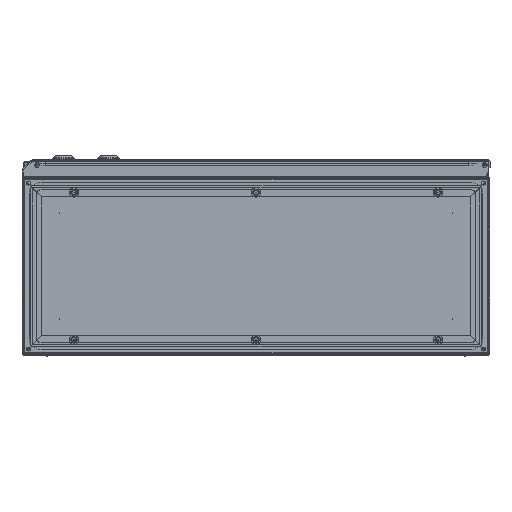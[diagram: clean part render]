
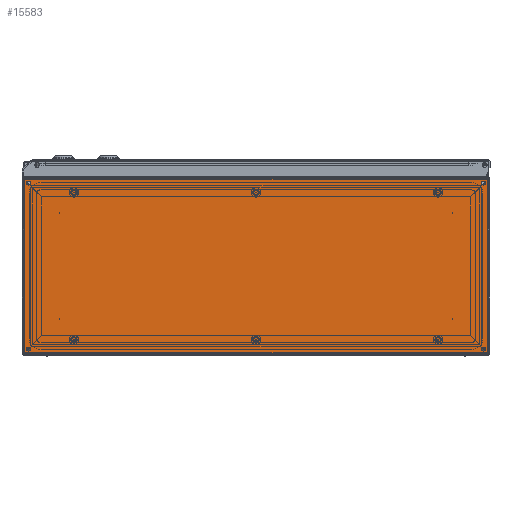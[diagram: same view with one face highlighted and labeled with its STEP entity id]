
A CAD part, front view. The second image highlights one B-rep face of the part: STEP entity #15583.
In plain terms, the highlighted face is planar.
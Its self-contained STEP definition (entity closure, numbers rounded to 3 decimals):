
#168 = CARTESIAN_POINT ( 'NONE',  ( 644.823, 242.6, 0. ) ) ;
#382 = CARTESIAN_POINT ( 'NONE',  ( 7., 7., 0. ) ) ;
#666 = DIRECTION ( 'NONE',  ( -1., 0., 0. ) ) ;
#723 = DIRECTION ( 'NONE',  ( 0., 0., 1. ) ) ;
#1317 = ORIENTED_EDGE ( 'NONE', *, *, #33076, .F. ) ;
#1333 = VERTEX_POINT ( 'NONE', #13381 ) ;
#2068 = DIRECTION ( 'NONE',  ( 0., 0., 1. ) ) ;
#2504 = CIRCLE ( 'NONE', #15032, 2.75 ) ;
#3038 = VECTOR ( 'NONE', #38534, 1000. ) ;
#3163 = CIRCLE ( 'NONE', #5654, 2.75 ) ;
#3210 = DIRECTION ( 'NONE',  ( 0., 0., 1. ) ) ;
#3379 = VERTEX_POINT ( 'NONE', #35555 ) ;
#3531 = DIRECTION ( 'NONE',  ( 0., 0., 1. ) ) ;
#3562 = EDGE_CURVE ( 'NONE', #10325, #35103, #12967, .T. ) ;
#3909 = ORIENTED_EDGE ( 'NONE', *, *, #23371, .T. ) ;
#4271 = FACE_BOUND ( 'NONE', #20392, .T. ) ;
#4608 = VERTEX_POINT ( 'NONE', #22972 ) ;
#5330 = CIRCLE ( 'NONE', #11573, 2.75 ) ;
#5654 = AXIS2_PLACEMENT_3D ( 'NONE', #18106, #35943, #9266 ) ;
#5860 = LINE ( 'NONE', #168, #35635 ) ;
#6064 = DIRECTION ( 'NONE',  ( 1., 0., 0. ) ) ;
#6750 = EDGE_LOOP ( 'NONE', ( #13733, #37689 ) ) ;
#7209 = DIRECTION ( 'NONE',  ( 0., -1., 0. ) ) ;
#7286 = AXIS2_PLACEMENT_3D ( 'NONE', #27408, #12541, #24468 ) ;
#7306 = VECTOR ( 'NONE', #25096, 1000. ) ;
#8179 = EDGE_CURVE ( 'NONE', #19757, #35132, #2504, .T. ) ;
#8332 = EDGE_CURVE ( 'NONE', #1333, #10005, #34082, .T. ) ;
#8851 = DIRECTION ( 'NONE',  ( 1., 0., 0. ) ) ;
#8868 = EDGE_CURVE ( 'NONE', #21085, #34860, #18858, .T. ) ;
#9266 = DIRECTION ( 'NONE',  ( 1., 0., 0. ) ) ;
#10005 = VERTEX_POINT ( 'NONE', #34642 ) ;
#10325 = VERTEX_POINT ( 'NONE', #33999 ) ;
#11573 = AXIS2_PLACEMENT_3D ( 'NONE', #21617, #3210, #666 ) ;
#11810 = EDGE_CURVE ( 'NONE', #34860, #21085, #37515, .T. ) ;
#12045 = EDGE_CURVE ( 'NONE', #10005, #10325, #20705, .T. ) ;
#12130 = DIRECTION ( 'NONE',  ( -1., 0., 0. ) ) ;
#12352 = VERTEX_POINT ( 'NONE', #22621 ) ;
#12541 = DIRECTION ( 'NONE',  ( 0., 0., -1. ) ) ;
#12836 = ORIENTED_EDGE ( 'NONE', *, *, #8179, .F. ) ;
#12967 = LINE ( 'NONE', #24907, #7306 ) ;
#13381 = CARTESIAN_POINT ( 'NONE',  ( 2., 242.6, 0. ) ) ;
#13733 = ORIENTED_EDGE ( 'NONE', *, *, #11810, .F. ) ;
#13796 = CIRCLE ( 'NONE', #20689, 2.75 ) ;
#13802 = EDGE_CURVE ( 'NONE', #3379, #20680, #37930, .T. ) ;
#14722 = EDGE_CURVE ( 'NONE', #20680, #3379, #5330, .T. ) ;
#14938 = AXIS2_PLACEMENT_3D ( 'NONE', #382, #21360, #15676 ) ;
#15027 = ORIENTED_EDGE ( 'NONE', *, *, #12045, .T. ) ;
#15032 = AXIS2_PLACEMENT_3D ( 'NONE', #21710, #36833, #6064 ) ;
#15461 = PLANE ( 'NONE',  #7286 ) ;
#15583 = ADVANCED_FACE ( 'NONE', ( #31124, #34287, #4271, #18405, #30344 ), #15461, .F. ) ;
#15676 = DIRECTION ( 'NONE',  ( -1., 0., 0. ) ) ;
#18020 = CARTESIAN_POINT ( 'NONE',  ( 644., 242.6, 0. ) ) ;
#18106 = CARTESIAN_POINT ( 'NONE',  ( 7., 237.6, 0. ) ) ;
#18205 = VECTOR ( 'NONE', #7209, 1000. ) ;
#18261 = CARTESIAN_POINT ( 'NONE',  ( 7., 237.6, 0. ) ) ;
#18351 = CARTESIAN_POINT ( 'NONE',  ( 4.25, 7., 0. ) ) ;
#18405 = FACE_BOUND ( 'NONE', #37351, .T. ) ;
#18698 = ORIENTED_EDGE ( 'NONE', *, *, #14722, .F. ) ;
#18858 = CIRCLE ( 'NONE', #37639, 2.75 ) ;
#19590 = CARTESIAN_POINT ( 'NONE',  ( 2., 243.423, 0. ) ) ;
#19757 = VERTEX_POINT ( 'NONE', #38169 ) ;
#20392 = EDGE_LOOP ( 'NONE', ( #12836, #33585 ) ) ;
#20680 = VERTEX_POINT ( 'NONE', #33290 ) ;
#20689 = AXIS2_PLACEMENT_3D ( 'NONE', #18261, #3531, #8851 ) ;
#20705 = LINE ( 'NONE', #30080, #3038 ) ;
#21085 = VERTEX_POINT ( 'NONE', #18351 ) ;
#21360 = DIRECTION ( 'NONE',  ( 0., 0., 1. ) ) ;
#21617 = CARTESIAN_POINT ( 'NONE',  ( 639., 237.6, 0. ) ) ;
#21710 = CARTESIAN_POINT ( 'NONE',  ( 639., 7., 0. ) ) ;
#22621 = CARTESIAN_POINT ( 'NONE',  ( 4.25, 237.6, 0. ) ) ;
#22909 = AXIS2_PLACEMENT_3D ( 'NONE', #30125, #723, #36798 ) ;
#22972 = CARTESIAN_POINT ( 'NONE',  ( 9.75, 237.6, 0. ) ) ;
#23008 = EDGE_CURVE ( 'NONE', #12352, #4608, #13796, .T. ) ;
#23371 = EDGE_CURVE ( 'NONE', #35103, #1333, #5860, .T. ) ;
#24124 = AXIS2_PLACEMENT_3D ( 'NONE', #27824, #27635, #36668 ) ;
#24468 = DIRECTION ( 'NONE',  ( -1., 0., 0. ) ) ;
#24826 = CARTESIAN_POINT ( 'NONE',  ( 636.25, 7., 0. ) ) ;
#24907 = CARTESIAN_POINT ( 'NONE',  ( 644., 1.177, 0. ) ) ;
#24963 = EDGE_LOOP ( 'NONE', ( #29787, #15027, #34437, #3909 ) ) ;
#25096 = DIRECTION ( 'NONE',  ( 0., 1., 0. ) ) ;
#26775 = ORIENTED_EDGE ( 'NONE', *, *, #13802, .F. ) ;
#26883 = CARTESIAN_POINT ( 'NONE',  ( 7., 7., 0. ) ) ;
#27408 = CARTESIAN_POINT ( 'NONE',  ( 0., 0., 0. ) ) ;
#27635 = DIRECTION ( 'NONE',  ( 0., 0., 1. ) ) ;
#27824 = CARTESIAN_POINT ( 'NONE',  ( 639., 237.6, 0. ) ) ;
#28529 = EDGE_CURVE ( 'NONE', #35132, #19757, #31047, .T. ) ;
#28998 = CARTESIAN_POINT ( 'NONE',  ( 9.75, 7., 0. ) ) ;
#29787 = ORIENTED_EDGE ( 'NONE', *, *, #8332, .T. ) ;
#30080 = CARTESIAN_POINT ( 'NONE',  ( 1.177, 2., 0. ) ) ;
#30125 = CARTESIAN_POINT ( 'NONE',  ( 639., 7., 0. ) ) ;
#30344 = FACE_OUTER_BOUND ( 'NONE', #24963, .T. ) ;
#31047 = CIRCLE ( 'NONE', #22909, 2.75 ) ;
#31124 = FACE_BOUND ( 'NONE', #6750, .T. ) ;
#33076 = EDGE_CURVE ( 'NONE', #4608, #12352, #3163, .T. ) ;
#33290 = CARTESIAN_POINT ( 'NONE',  ( 641.75, 237.6, 0. ) ) ;
#33585 = ORIENTED_EDGE ( 'NONE', *, *, #28529, .F. ) ;
#33999 = CARTESIAN_POINT ( 'NONE',  ( 644., 2., 0. ) ) ;
#34082 = LINE ( 'NONE', #19590, #18205 ) ;
#34287 = FACE_BOUND ( 'NONE', #35405, .T. ) ;
#34437 = ORIENTED_EDGE ( 'NONE', *, *, #3562, .T. ) ;
#34476 = ORIENTED_EDGE ( 'NONE', *, *, #23008, .F. ) ;
#34642 = CARTESIAN_POINT ( 'NONE',  ( 2., 2., 0. ) ) ;
#34860 = VERTEX_POINT ( 'NONE', #28998 ) ;
#35103 = VERTEX_POINT ( 'NONE', #18020 ) ;
#35132 = VERTEX_POINT ( 'NONE', #24826 ) ;
#35405 = EDGE_LOOP ( 'NONE', ( #18698, #26775 ) ) ;
#35555 = CARTESIAN_POINT ( 'NONE',  ( 636.25, 237.6, 0. ) ) ;
#35635 = VECTOR ( 'NONE', #12130, 1000. ) ;
#35922 = DIRECTION ( 'NONE',  ( -1., 0., 0. ) ) ;
#35943 = DIRECTION ( 'NONE',  ( 0., 0., 1. ) ) ;
#36668 = DIRECTION ( 'NONE',  ( -1., 0., 0. ) ) ;
#36798 = DIRECTION ( 'NONE',  ( 1., 0., 0. ) ) ;
#36833 = DIRECTION ( 'NONE',  ( 0., 0., 1. ) ) ;
#37351 = EDGE_LOOP ( 'NONE', ( #1317, #34476 ) ) ;
#37515 = CIRCLE ( 'NONE', #14938, 2.75 ) ;
#37639 = AXIS2_PLACEMENT_3D ( 'NONE', #26883, #2068, #35922 ) ;
#37689 = ORIENTED_EDGE ( 'NONE', *, *, #8868, .F. ) ;
#37930 = CIRCLE ( 'NONE', #24124, 2.75 ) ;
#38169 = CARTESIAN_POINT ( 'NONE',  ( 641.75, 7., 0. ) ) ;
#38534 = DIRECTION ( 'NONE',  ( 1., 0., 0. ) ) ;
